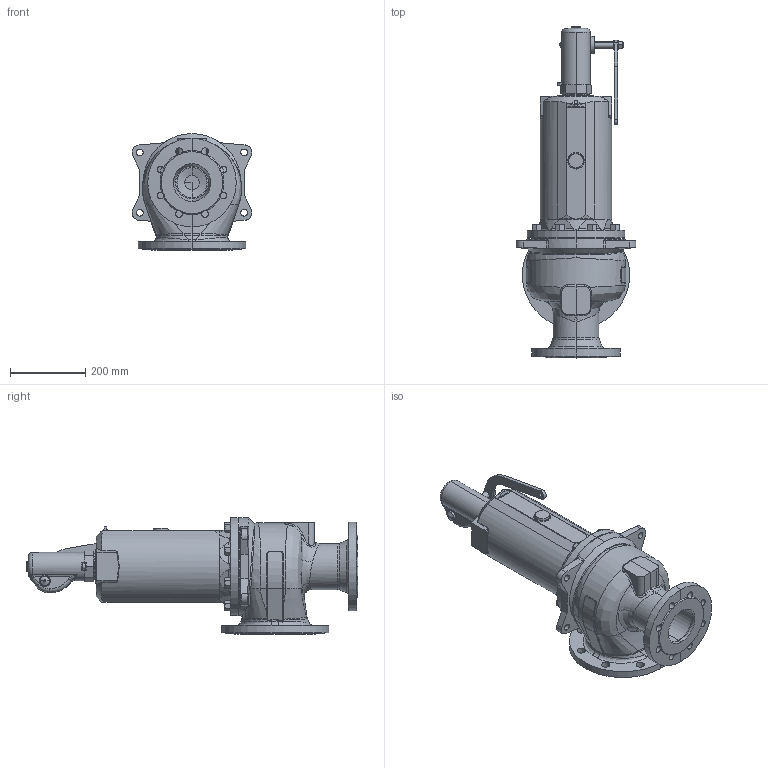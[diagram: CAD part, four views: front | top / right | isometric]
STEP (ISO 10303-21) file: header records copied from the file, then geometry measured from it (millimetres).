
FILE_DESCRIPTION((''),'2;1');
FILE_NAME('441-DN100-H4-PN16_ASM','2019-08-27T',('volz'),(''),'PRO/ENGINEER BY PARAMETRIC TECHNOLOGY CORPORATION, 2014430','PRO/ENGINEER BY PARAMETRIC TECHNOLOGY CORPORATION, 2014430','');
FILE_SCHEMA(('CONFIG_CONTROL_DESIGN'));
Products named in the file (9): 109-2309-09-B01; 141-4309-06-B05; 155-1109-03-B01; 159-4409-03-B01; 191-1509-02; M12_DIN934; 150-2559-9000_ASM; M16_DIN934; 441-DN100-H4-PN16_ASM
Assembly tree (15 placements, depth 3):
  441-DN100-H4-PN16_ASM
    109-2309-09-B01
    141-4309-06-B05
    150-2559-9000_ASM
      155-1109-03-B01
      159-4409-03-B01
      191-1509-02
      M12_DIN934
    M16_DIN934  x8
Bounding box: 317.96 x 881.5 x 310 mm (x, y, z)
Volume: 8358276.6 mm3; surface area: 1377556.9 mm2
Topology: 14 solids, 14 shells, 1138 faces, 2846 edges, 1743 vertices
Faces by surface type: bspline 298, cylinder 297, plane 268, cone 211, torus 58, sphere 6
Entity records: 45996 total; most frequent: CARTESIAN_POINT 25682, ORIENTED_EDGE 4748, DIRECTION 3432, EDGE_CURVE 2374, VERTEX_POINT 1463, AXIS2_PLACEMENT_3D 1407, EDGE_LOOP 1031, B_SPLINE_CURVE_WITH_KNOTS 1021
